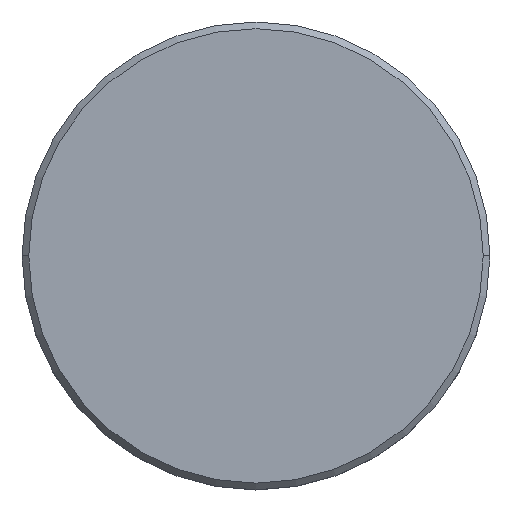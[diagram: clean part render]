
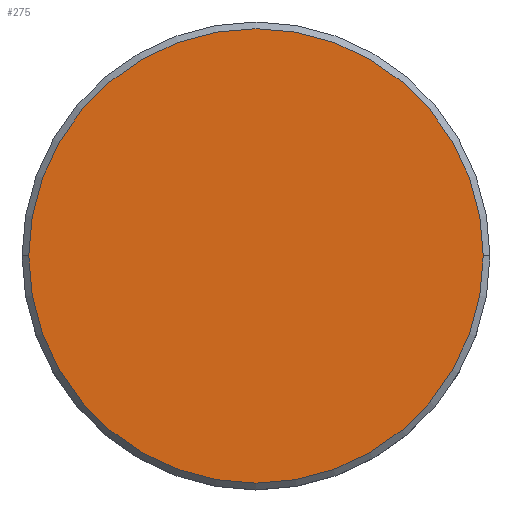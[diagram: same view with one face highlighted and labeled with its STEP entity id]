
A CAD part, top view. The second image highlights one B-rep face of the part: STEP entity #275.
In plain terms, the highlighted planar face has unit normal (0, 0, 1).
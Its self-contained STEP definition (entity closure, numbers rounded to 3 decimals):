
#41 = VERTEX_POINT ( 'NONE', #535 ) ;
#56 = FACE_OUTER_BOUND ( 'NONE', #973, .T. ) ;
#117 = ORIENTED_EDGE ( 'NONE', *, *, #616, .T. ) ;
#131 = DIRECTION ( 'NONE',  ( 0., 0., 1. ) ) ;
#225 = ORIENTED_EDGE ( 'NONE', *, *, #1028, .T. ) ;
#227 = CARTESIAN_POINT ( 'NONE',  ( 0., 0., 0. ) ) ;
#275 = ADVANCED_FACE ( 'NONE', ( #56 ), #1140, .T. ) ;
#359 = AXIS2_PLACEMENT_3D ( 'NONE', #681, #404, #770 ) ;
#369 = DIRECTION ( 'NONE',  ( 1., 0., 0. ) ) ;
#404 = DIRECTION ( 'NONE',  ( 0., 0., 1. ) ) ;
#535 = CARTESIAN_POINT ( 'NONE',  ( 17., 0., 0. ) ) ;
#612 = AXIS2_PLACEMENT_3D ( 'NONE', #912, #642, #1094 ) ;
#616 = EDGE_CURVE ( 'NONE', #777, #41, #729, .T. ) ;
#642 = DIRECTION ( 'NONE',  ( 0., 0., 1. ) ) ;
#681 = CARTESIAN_POINT ( 'NONE',  ( 0., 0., 0. ) ) ;
#729 = CIRCLE ( 'NONE', #612, 17. ) ;
#770 = DIRECTION ( 'NONE',  ( 1., 0., 0. ) ) ;
#777 = VERTEX_POINT ( 'NONE', #1038 ) ;
#912 = CARTESIAN_POINT ( 'NONE',  ( 0., 0., 0. ) ) ;
#947 = CIRCLE ( 'NONE', #1074, 17. ) ;
#973 = EDGE_LOOP ( 'NONE', ( #117, #225 ) ) ;
#1028 = EDGE_CURVE ( 'NONE', #41, #777, #947, .T. ) ;
#1038 = CARTESIAN_POINT ( 'NONE',  ( -17., 0., 0. ) ) ;
#1074 = AXIS2_PLACEMENT_3D ( 'NONE', #227, #131, #369 ) ;
#1094 = DIRECTION ( 'NONE',  ( 1., 0., 0. ) ) ;
#1140 = PLANE ( 'NONE',  #359 ) ;
